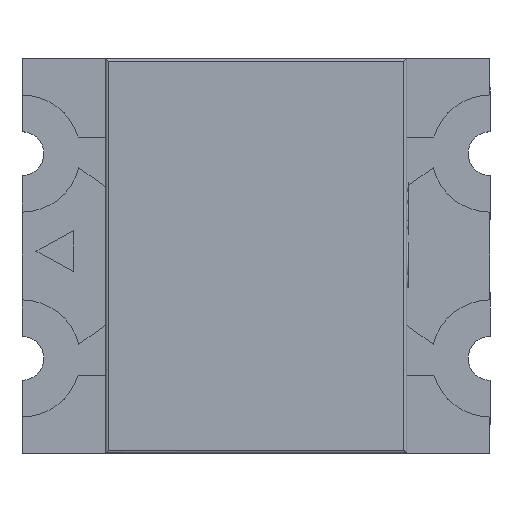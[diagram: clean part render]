
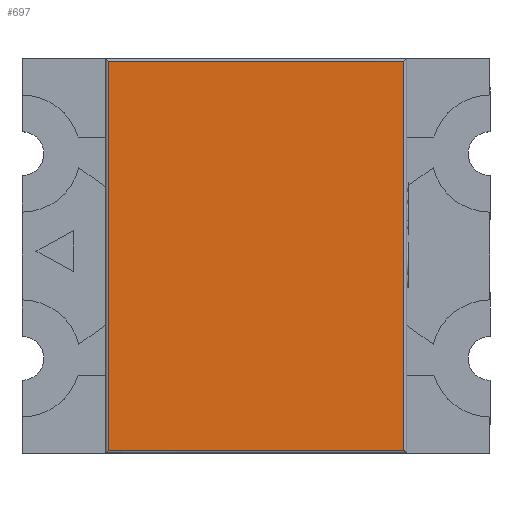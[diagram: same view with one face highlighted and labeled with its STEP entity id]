
A CAD part, top view. The second image highlights one B-rep face of the part: STEP entity #697.
In plain terms, the highlighted planar face has unit normal (0, 0, 1).
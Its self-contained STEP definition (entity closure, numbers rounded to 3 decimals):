
#261 = ORIENTED_EDGE ( 'NONE', *, *, #10895, .T. ) ;
#697 = ADVANCED_FACE ( 'NONE', ( #9156 ), #13976, .F. ) ;
#715 = DIRECTION ( 'NONE',  ( 0., 0., -1. ) ) ;
#820 = DIRECTION ( 'NONE',  ( 1., 0., 0. ) ) ;
#2689 = LINE ( 'NONE', #7612, #10017 ) ;
#2848 = VERTEX_POINT ( 'NONE', #5210 ) ;
#2897 = VECTOR ( 'NONE', #9154, 1000. ) ;
#2924 = CARTESIAN_POINT ( 'NONE',  ( 1.01, 0., 1.1 ) ) ;
#3237 = LINE ( 'NONE', #11776, #10515 ) ;
#4287 = CARTESIAN_POINT ( 'NONE',  ( -1.01, 0., 1.1 ) ) ;
#4763 = ORIENTED_EDGE ( 'NONE', *, *, #14359, .T. ) ;
#5049 = EDGE_CURVE ( 'NONE', #11175, #14321, #3237, .T. ) ;
#5210 = CARTESIAN_POINT ( 'NONE',  ( 1.01, 1.33, 1.1 ) ) ;
#5641 = EDGE_CURVE ( 'NONE', #2848, #5873, #2689, .T. ) ;
#5644 = DIRECTION ( 'NONE',  ( -1., 0., 0. ) ) ;
#5873 = VERTEX_POINT ( 'NONE', #14616 ) ;
#5971 = AXIS2_PLACEMENT_3D ( 'NONE', #11672, #715, #5644 ) ;
#6564 = ORIENTED_EDGE ( 'NONE', *, *, #5641, .T. ) ;
#7612 = CARTESIAN_POINT ( 'NONE',  ( 0., 1.33, 1.1 ) ) ;
#7838 = DIRECTION ( 'NONE',  ( 0., 1., 0. ) ) ;
#8536 = ORIENTED_EDGE ( 'NONE', *, *, #5049, .T. ) ;
#9154 = DIRECTION ( 'NONE',  ( 0., -1., 0. ) ) ;
#9156 = FACE_OUTER_BOUND ( 'NONE', #9566, .T. ) ;
#9566 = EDGE_LOOP ( 'NONE', ( #261, #8536, #4763, #6564 ) ) ;
#10017 = VECTOR ( 'NONE', #12429, 1000. ) ;
#10172 = CARTESIAN_POINT ( 'NONE',  ( -1.01, -1.33, 1.1 ) ) ;
#10515 = VECTOR ( 'NONE', #820, 1000. ) ;
#10895 = EDGE_CURVE ( 'NONE', #5873, #11175, #15152, .T. ) ;
#11175 = VERTEX_POINT ( 'NONE', #10172 ) ;
#11672 = CARTESIAN_POINT ( 'NONE',  ( 0., 0., 1.1 ) ) ;
#11776 = CARTESIAN_POINT ( 'NONE',  ( 0., -1.33, 1.1 ) ) ;
#11951 = VECTOR ( 'NONE', #7838, 1000. ) ;
#12429 = DIRECTION ( 'NONE',  ( -1., 0., 0. ) ) ;
#12434 = CARTESIAN_POINT ( 'NONE',  ( 1.01, -1.33, 1.1 ) ) ;
#13834 = LINE ( 'NONE', #2924, #11951 ) ;
#13976 = PLANE ( 'NONE',  #5971 ) ;
#14321 = VERTEX_POINT ( 'NONE', #12434 ) ;
#14359 = EDGE_CURVE ( 'NONE', #14321, #2848, #13834, .T. ) ;
#14616 = CARTESIAN_POINT ( 'NONE',  ( -1.01, 1.33, 1.1 ) ) ;
#15152 = LINE ( 'NONE', #4287, #2897 ) ;
